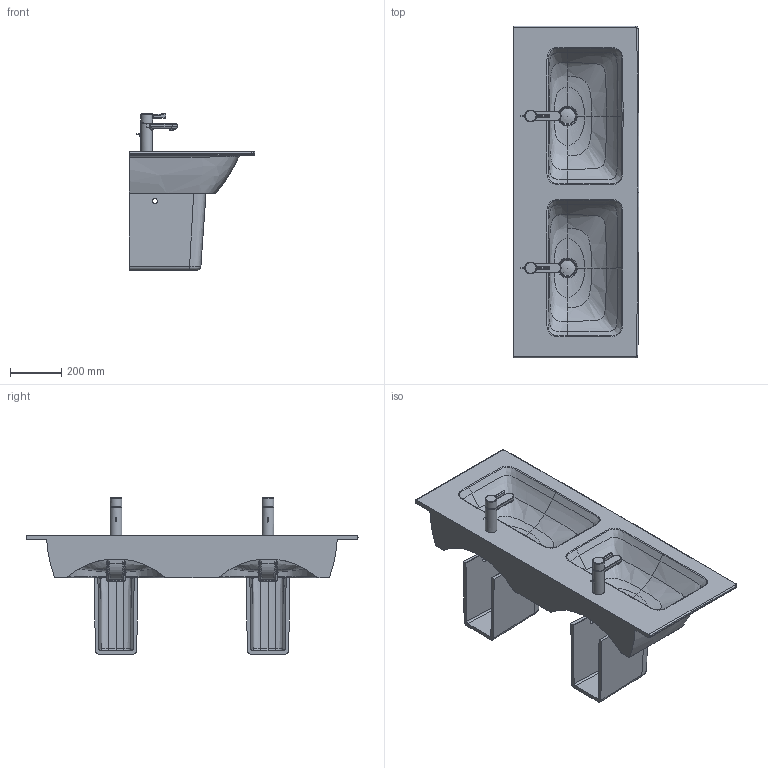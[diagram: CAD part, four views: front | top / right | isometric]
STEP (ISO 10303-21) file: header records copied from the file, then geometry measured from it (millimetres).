
FILE_DESCRIPTION((''),'2;1');
FILE_NAME('233613_1.stp','2016-06-08T14:07:26',('Administrator'),(''),'Autodesk Inventor 2011','Autodesk Inventor 2011','');
FILE_SCHEMA(('CONFIG_CONTROL_DESIGN'));
Length unit declared in the file: millimetre
Products named in the file (11): 233613_1; 233613; Armatur Durastyle Waschtisch; Fassung Sieb; Griff; Gehäuse; Hebel_Ventil; Gleitring; Kelch; Stopfen; 085840
Assembly tree (14 placements, depth 3):
  233613_1
    233613
    Armatur Durastyle Waschtisch  x2
      Fassung Sieb
      Griff
      Gehäuse
      Hebel_Ventil
      Gleitring
    Kelch  x2
    Stopfen  x2
    085840  x2
Bounding box: 491.31 x 1300.26 x 611.86 mm (x, y, z)
Volume: 40689310.8 mm3; surface area: 3181819.3 mm2
Topology: 15 solids, 19 shells, 712 faces, 1723 edges, 1039 vertices
Faces by surface type: bspline 326, cylinder 166, plane 158, torus 34, cone 18, sphere 10
Full cylindrical faces by diameter (mm): 4 x4, 20 x4, 20.15 x2, 21.15 x2, 23.15 x2, 25 x2, 35 x2, 42 x2, 44 x2, 46 x6, 60 x2
Entity records: 138715 total; most frequent: CARTESIAN_POINT 127512, ORIENTED_EDGE 2396, DIRECTION 1653, EDGE_CURVE 1200, VERTEX_POINT 733, AXIS2_PLACEMENT_3D 695, EDGE_LOOP 609, FACE_OUTER_BOUND 528
